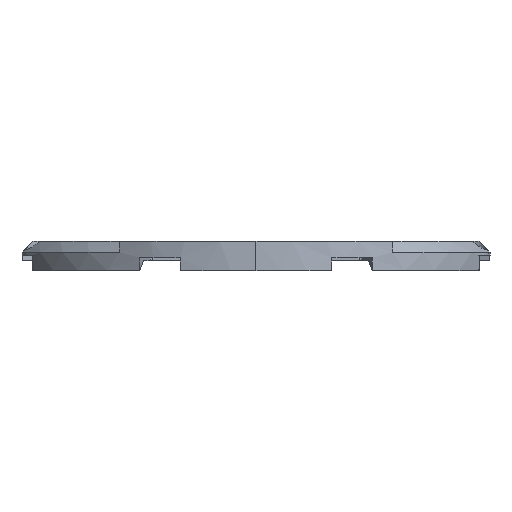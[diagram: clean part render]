
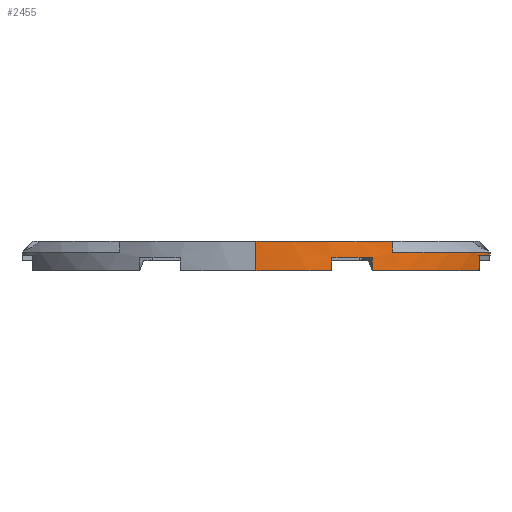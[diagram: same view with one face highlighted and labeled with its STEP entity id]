
A CAD part, left-side view. The second image highlights one B-rep face of the part: STEP entity #2455.
In plain terms, the highlighted cylindrical face has radius 46 mm (diameter 92 mm), a partial arc.
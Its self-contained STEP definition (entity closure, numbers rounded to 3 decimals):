
#5 = FACE_OUTER_BOUND ( 'NONE', #1315, .T. ) ;
#10 = EDGE_CURVE ( 'NONE', #464, #3488, #3909, .T. ) ;
#50 = DIRECTION ( 'NONE',  ( -1., 0., 0. ) ) ;
#55 = VECTOR ( 'NONE', #1844, 1000. ) ;
#67 = CIRCLE ( 'NONE', #1219, 46. ) ;
#82 = ORIENTED_EDGE ( 'NONE', *, *, #2701, .F. ) ;
#223 = CIRCLE ( 'NONE', #2017, 46. ) ;
#264 = VERTEX_POINT ( 'NONE', #2746 ) ;
#372 = DIRECTION ( 'NONE',  ( 0., 0., -1. ) ) ;
#455 = VECTOR ( 'NONE', #3251, 1000. ) ;
#464 = VERTEX_POINT ( 'NONE', #3907 ) ;
#493 = CARTESIAN_POINT ( 'NONE',  ( -38.613, -25., 0.5 ) ) ;
#495 = DIRECTION ( 'NONE',  ( 0., 0., 1. ) ) ;
#516 = CIRCLE ( 'NONE', #1822, 46. ) ;
#549 = VECTOR ( 'NONE', #1096, 1000. ) ;
#615 = CARTESIAN_POINT ( 'NONE',  ( -40.807, -21.232, -2.85 ) ) ;
#634 = VERTEX_POINT ( 'NONE', #615 ) ;
#680 = DIRECTION ( 'NONE',  ( 0., 0., 1. ) ) ;
#808 = VERTEX_POINT ( 'NONE', #2543 ) ;
#835 = CARTESIAN_POINT ( 'NONE',  ( -17.603, -42.498, -2.85 ) ) ;
#885 = CARTESIAN_POINT ( 'NONE',  ( -43.868, -13.841, 2.5 ) ) ;
#908 = DIRECTION ( 'NONE',  ( -1., 0., 0. ) ) ;
#919 = CARTESIAN_POINT ( 'NONE',  ( -17.603, -42.498, 0.5 ) ) ;
#944 = CYLINDRICAL_SURFACE ( 'NONE', #2816, 46. ) ;
#1003 = ORIENTED_EDGE ( 'NONE', *, *, #4096, .F. ) ;
#1077 = DIRECTION ( 'NONE',  ( 0., 0., -1. ) ) ;
#1096 = DIRECTION ( 'NONE',  ( 0., 0., 1. ) ) ;
#1171 = DIRECTION ( 'NONE',  ( 0., 0., -1. ) ) ;
#1219 = AXIS2_PLACEMENT_3D ( 'NONE', #1676, #2021, #3599 ) ;
#1227 = CIRCLE ( 'NONE', #3627, 46. ) ;
#1229 = DIRECTION ( 'NONE',  ( 0., 0., -1. ) ) ;
#1293 = DIRECTION ( 'NONE',  ( 0., 0., -1. ) ) ;
#1309 = CARTESIAN_POINT ( 'NONE',  ( 0., 0., 2.5 ) ) ;
#1315 = EDGE_LOOP ( 'NONE', ( #1003, #1450, #1430, #2150, #3087, #82, #4159, #4184, #1930, #3104, #3871, #3170 ) ) ;
#1338 = VERTEX_POINT ( 'NONE', #3023 ) ;
#1348 = EDGE_CURVE ( 'NONE', #2295, #2576, #2982, .T. ) ;
#1430 = ORIENTED_EDGE ( 'NONE', *, *, #2206, .F. ) ;
#1446 = CARTESIAN_POINT ( 'NONE',  ( -40.807, -21.232, -0.5 ) ) ;
#1450 = ORIENTED_EDGE ( 'NONE', *, *, #3410, .T. ) ;
#1499 = CARTESIAN_POINT ( 'NONE',  ( -21.232, -40.807, 2.5 ) ) ;
#1564 = CIRCLE ( 'NONE', #3545, 46. ) ;
#1676 = CARTESIAN_POINT ( 'NONE',  ( 0., 0., -0.5 ) ) ;
#1680 = CARTESIAN_POINT ( 'NONE',  ( -43.868, -13.841, -2.85 ) ) ;
#1700 = CARTESIAN_POINT ( 'NONE',  ( 0., 0., 0. ) ) ;
#1711 = VERTEX_POINT ( 'NONE', #3708 ) ;
#1768 = EDGE_CURVE ( 'NONE', #1338, #1711, #3790, .T. ) ;
#1822 = AXIS2_PLACEMENT_3D ( 'NONE', #1700, #3229, #50 ) ;
#1844 = DIRECTION ( 'NONE',  ( 0., 0., -1. ) ) ;
#1920 = VERTEX_POINT ( 'NONE', #919 ) ;
#1930 = ORIENTED_EDGE ( 'NONE', *, *, #3495, .F. ) ;
#1961 = CARTESIAN_POINT ( 'NONE',  ( -46., 0., 2.5 ) ) ;
#2017 = AXIS2_PLACEMENT_3D ( 'NONE', #2517, #1171, #3785 ) ;
#2021 = DIRECTION ( 'NONE',  ( 0., 0., 1. ) ) ;
#2150 = ORIENTED_EDGE ( 'NONE', *, *, #10, .F. ) ;
#2206 = EDGE_CURVE ( 'NONE', #3488, #808, #223, .T. ) ;
#2252 = EDGE_CURVE ( 'NONE', #2688, #1920, #3151, .T. ) ;
#2255 = CARTESIAN_POINT ( 'NONE',  ( 0., 0., -2.85 ) ) ;
#2295 = VERTEX_POINT ( 'NONE', #493 ) ;
#2375 = DIRECTION ( 'NONE',  ( 1., 0., 0. ) ) ;
#2455 = ADVANCED_FACE ( 'NONE', ( #5 ), #944, .T. ) ;
#2475 = DIRECTION ( 'NONE',  ( 1., 0., 0. ) ) ;
#2498 = VECTOR ( 'NONE', #680, 1000. ) ;
#2517 = CARTESIAN_POINT ( 'NONE',  ( 0., 0., -2.85 ) ) ;
#2543 = CARTESIAN_POINT ( 'NONE',  ( -46., 0., -2.85 ) ) ;
#2576 = VERTEX_POINT ( 'NONE', #3946 ) ;
#2688 = VERTEX_POINT ( 'NONE', #2695 ) ;
#2695 = CARTESIAN_POINT ( 'NONE',  ( -17.603, -42.498, 0. ) ) ;
#2701 = EDGE_CURVE ( 'NONE', #634, #3637, #4024, .T. ) ;
#2746 = CARTESIAN_POINT ( 'NONE',  ( -46., 0., 2.5 ) ) ;
#2816 = AXIS2_PLACEMENT_3D ( 'NONE', #1309, #372, #3574 ) ;
#2954 = LINE ( 'NONE', #1961, #455 ) ;
#2955 = EDGE_CURVE ( 'NONE', #1711, #634, #1227, .T. ) ;
#2982 = LINE ( 'NONE', #3977, #2498 ) ;
#3012 = CARTESIAN_POINT ( 'NONE',  ( 0., 0., 0.5 ) ) ;
#3023 = CARTESIAN_POINT ( 'NONE',  ( -21.232, -40.807, 0. ) ) ;
#3087 = ORIENTED_EDGE ( 'NONE', *, *, #3807, .T. ) ;
#3104 = ORIENTED_EDGE ( 'NONE', *, *, #2252, .T. ) ;
#3151 = LINE ( 'NONE', #835, #3788 ) ;
#3170 = ORIENTED_EDGE ( 'NONE', *, *, #1348, .T. ) ;
#3175 = CARTESIAN_POINT ( 'NONE',  ( 0., 0., 2.5 ) ) ;
#3229 = DIRECTION ( 'NONE',  ( 0., 0., -1. ) ) ;
#3251 = DIRECTION ( 'NONE',  ( 0., 0., -1. ) ) ;
#3410 = EDGE_CURVE ( 'NONE', #264, #808, #2954, .T. ) ;
#3488 = VERTEX_POINT ( 'NONE', #1680 ) ;
#3495 = EDGE_CURVE ( 'NONE', #2688, #1338, #516, .T. ) ;
#3545 = AXIS2_PLACEMENT_3D ( 'NONE', #3012, #1077, #2375 ) ;
#3574 = DIRECTION ( 'NONE',  ( -1., 0., 0. ) ) ;
#3599 = DIRECTION ( 'NONE',  ( 1., 0., 0. ) ) ;
#3627 = AXIS2_PLACEMENT_3D ( 'NONE', #2255, #1229, #908 ) ;
#3637 = VERTEX_POINT ( 'NONE', #1446 ) ;
#3641 = CARTESIAN_POINT ( 'NONE',  ( -40.807, -21.232, 2.5 ) ) ;
#3687 = CIRCLE ( 'NONE', #4151, 46. ) ;
#3708 = CARTESIAN_POINT ( 'NONE',  ( -21.232, -40.807, -2.85 ) ) ;
#3785 = DIRECTION ( 'NONE',  ( -1., 0., 0. ) ) ;
#3788 = VECTOR ( 'NONE', #4122, 1000. ) ;
#3790 = LINE ( 'NONE', #1499, #55 ) ;
#3807 = EDGE_CURVE ( 'NONE', #464, #3637, #67, .T. ) ;
#3871 = ORIENTED_EDGE ( 'NONE', *, *, #3944, .T. ) ;
#3907 = CARTESIAN_POINT ( 'NONE',  ( -43.868, -13.841, -0.5 ) ) ;
#3909 = LINE ( 'NONE', #885, #3928 ) ;
#3928 = VECTOR ( 'NONE', #1293, 1000. ) ;
#3944 = EDGE_CURVE ( 'NONE', #1920, #2295, #1564, .T. ) ;
#3946 = CARTESIAN_POINT ( 'NONE',  ( -38.613, -25., 2.5 ) ) ;
#3977 = CARTESIAN_POINT ( 'NONE',  ( -38.613, -25., -0.5 ) ) ;
#4024 = LINE ( 'NONE', #3641, #549 ) ;
#4096 = EDGE_CURVE ( 'NONE', #264, #2576, #3687, .T. ) ;
#4122 = DIRECTION ( 'NONE',  ( 0., 0., 1. ) ) ;
#4151 = AXIS2_PLACEMENT_3D ( 'NONE', #3175, #495, #2475 ) ;
#4159 = ORIENTED_EDGE ( 'NONE', *, *, #2955, .F. ) ;
#4184 = ORIENTED_EDGE ( 'NONE', *, *, #1768, .F. ) ;
